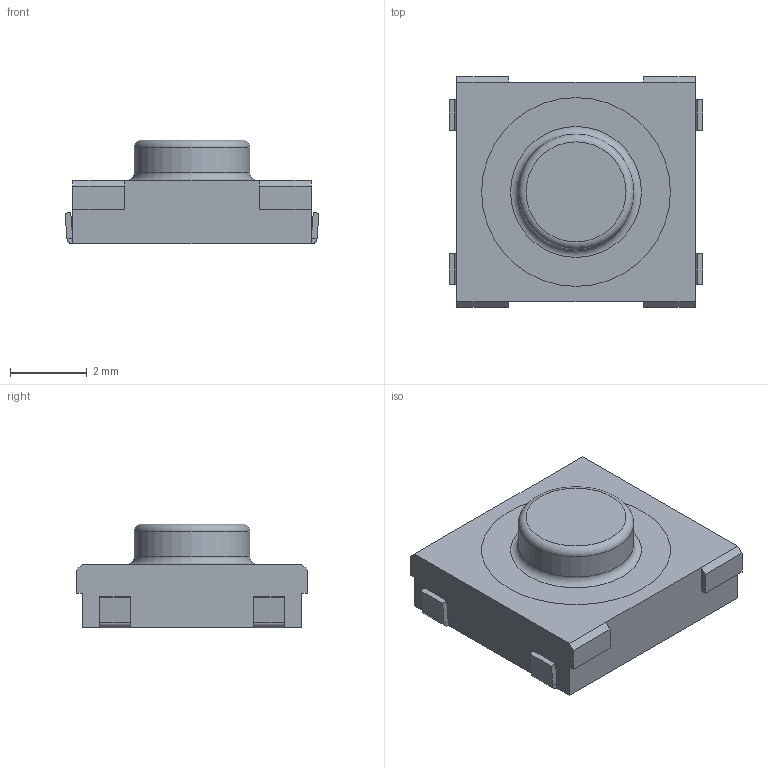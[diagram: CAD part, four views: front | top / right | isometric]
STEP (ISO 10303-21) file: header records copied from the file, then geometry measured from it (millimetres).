
FILE_DESCRIPTION(/* description */ ('','CAx-IF Rec.Pracs.---Representation and Presentation of Product Manufacturing Information (PMI)---4.0---2014-10-13'),/* implementation_level */ '2;1');
FILE_NAME(/* name */ 'EVQ-Q2B02W.step',/* time_stamp */ '2025-02-24T21:32:20-05:00',/* author */ (''),/* organization */ (''),/* preprocessor_version */ 'ST-DEVELOPER v20',/* originating_system */ 'Autodesk Translation Framework v13.20.0.188',/* authorisation */ '');
FILE_SCHEMA (('AP242_MANAGED_MODEL_BASED_3D_ENGINEERING_MIM_LF { 1 0 10303 442 1 1 4 }'));
Length unit declared in the file: millimetre
Products named in the file (3): EVQ-Q2B02W v2 (2); EVQ-Q2B02W v2 (1); EVQ-Q2B02W
Assembly tree (2 placements, depth 3):
  EVQ-Q2B02W v2 (2)
    EVQ-Q2B02W v2 (1)
      EVQ-Q2B02W
Bounding box: 6.6 x 6 x 2.7 mm (x, y, z)
Volume: 66.5 mm3; surface area: 185.4 mm2
Topology: 6 solids, 6 shells, 115 faces, 267 edges, 166 vertices
Faces by surface type: plane 106, cylinder 7, torus 2
Full cylindrical faces by diameter (mm): 3 x1, 4.906 x2
Entity records: 3269 total; most frequent: CARTESIAN_POINT 553, ORIENTED_EDGE 534, DIRECTION 527, EDGE_CURVE 267, LINE 247, VECTOR 247, VERTEX_POINT 166, AXIS2_PLACEMENT_3D 140
